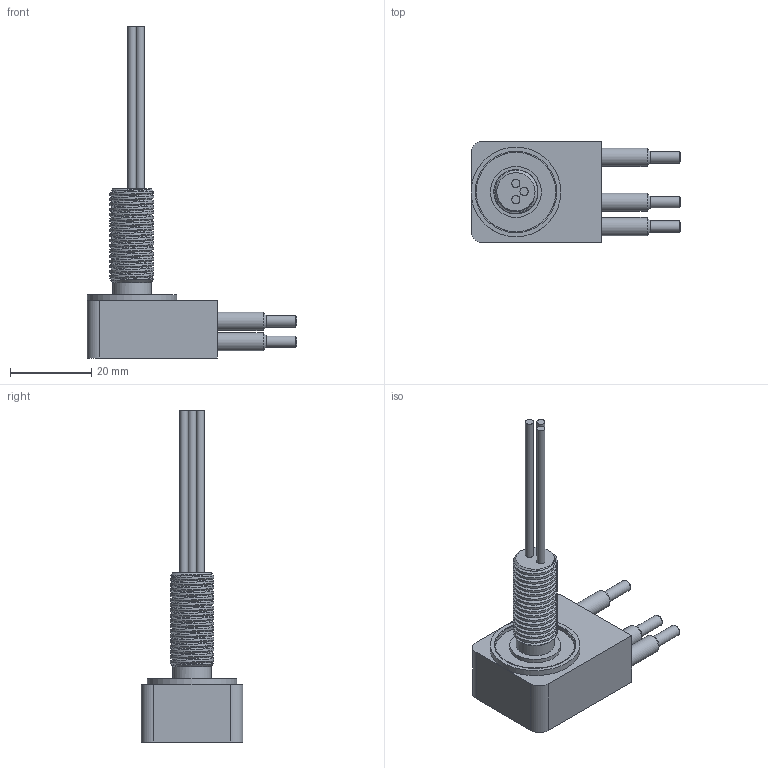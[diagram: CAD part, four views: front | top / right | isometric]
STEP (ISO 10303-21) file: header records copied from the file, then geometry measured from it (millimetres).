
FILE_DESCRIPTION(/* description */ (''),/* implementation_level */ '2;1');
FILE_NAME(/* name */ 'LPBH 3M.stp',/* time_stamp */ '2014-11-24T13:33:52+01:00',/* author */ ('sh'),/* organization */ (''),/* preprocessor_version */ 'ST-DEVELOPER v15.2',/* originating_system */ 'Autodesk Inventor 2014',/* authorisation */ '');
FILE_SCHEMA (('AUTOMOTIVE_DESIGN { 1 0 10303 214 3 1 1 }'));
Length unit declared in the file: millimetre
Products named in the file (1): LPBH 3M
Bounding box: 51.5 x 25 x 81.5 mm (x, y, z)
Volume: 14785.8 mm3; surface area: 6050 mm2
Topology: 1 solids, 1 shells, 105 faces, 254 edges, 167 vertices
Faces by surface type: plane 47, bspline 33, cylinder 17, cone 8
Full cylindrical faces by diameter (mm): 2 x3, 2.8 x3, 4.5 x3, 9.4 x1, 12.5 x1, 19.5 x1, 20 x1, 22 x1
Entity records: 6291 total; most frequent: CARTESIAN_POINT 4017, ORIENTED_EDGE 456, DIRECTION 346, EDGE_CURVE 228, VERTEX_POINT 163, EDGE_LOOP 143, LINE 118, VECTOR 118
